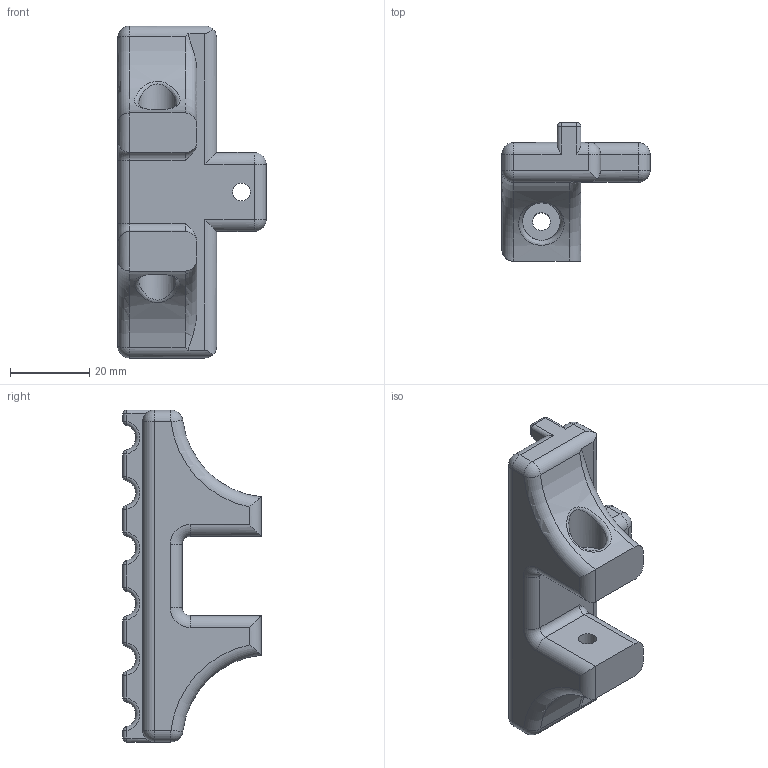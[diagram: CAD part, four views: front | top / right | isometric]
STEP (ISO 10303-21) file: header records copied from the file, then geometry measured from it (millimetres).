
FILE_DESCRIPTION(/* description */ (''),/* implementation_level */ '2;1');
FILE_NAME(/* name */ 'delta_arms_glueing_jig.step',/* time_stamp */ '2018-02-13T21:17:38+01:00',/* author */ (''),/* organization */ (''),/* preprocessor_version */ 'ST-DEVELOPER v16.13',/* originating_system */ 'Autodesk Translation Framework v6.5.0.72',/* authorisation */ '');
FILE_SCHEMA (('AUTOMOTIVE_DESIGN { 1 0 10303 214 3 1 1 }'));
Length unit declared in the file: millimetre
Products named in the file (2): (Unsaved); DeltaArmsGlueingJig
Assembly tree (1 placements, depth 2):
  (Unsaved)
    DeltaArmsGlueingJig
Bounding box: 37.5 x 35 x 84 mm (x, y, z)
Volume: 33875.8 mm3; surface area: 10655.9 mm2
Topology: 1 solids, 1 shells, 180 faces, 382 edges, 212 vertices
Faces by surface type: cylinder 84, sphere 38, plane 35, torus 21, bspline 2
Full cylindrical faces by diameter (mm): 3.8 x6, 4.5 x3, 9 x1, 9.5 x2
Entity records: 5228 total; most frequent: CARTESIAN_POINT 1212, DIRECTION 926, ORIENTED_EDGE 766, AXIS2_PLACEMENT_3D 385, EDGE_CURVE 383, VERTEX_POINT 213, EDGE_LOOP 194, CIRCLE 194
